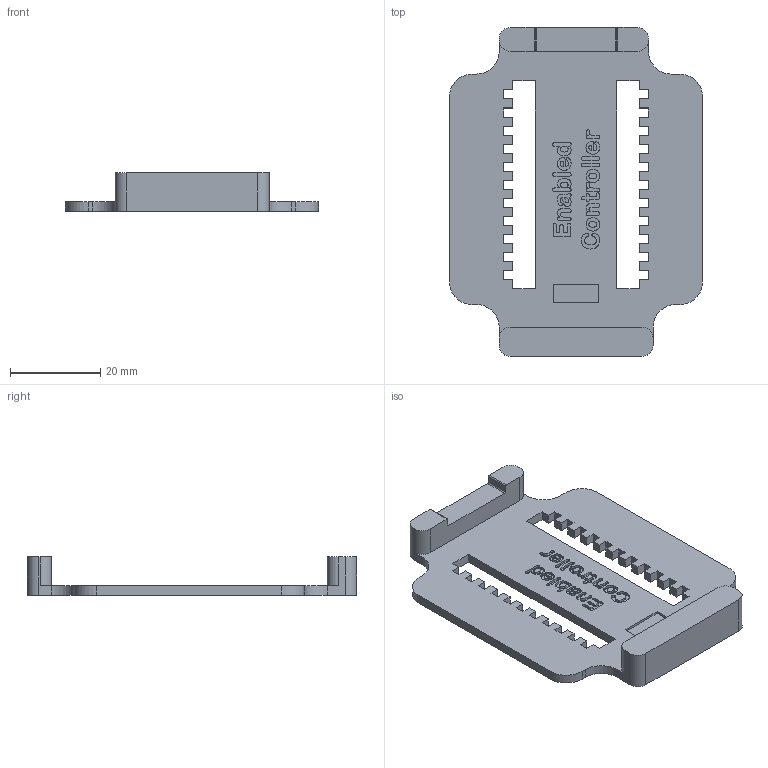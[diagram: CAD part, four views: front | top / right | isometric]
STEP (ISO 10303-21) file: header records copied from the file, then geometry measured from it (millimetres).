
FILE_DESCRIPTION(/* description */ (''),/* implementation_level */ '2;1');
FILE_NAME(/* name */ 'Enabled_Controller_Battery_Holder.step',/* time_stamp */ '2021-09-11T21:11:44-07:00',/* author */ (''),/* organization */ (''),/* preprocessor_version */ 'ST-DEVELOPER v18.1',/* originating_system */ 'Autodesk Translation Framework v10.10.0.1391',/* authorisation */ '');
FILE_SCHEMA (('AUTOMOTIVE_DESIGN { 1 0 10303 214 3 1 1 }'));
Length unit declared in the file: millimetre
Products named in the file (2): Enabled_Controller_Battery_Holder; Plastic Case
Assembly tree (1 placements, depth 2):
  Enabled_Controller_Battery_Holder
    Plastic Case
Bounding box: 56 x 72.81 x 8.5 mm (x, y, z)
Volume: 8475.9 mm3; surface area: 8273.4 mm2
Topology: 1 solids, 1 shells, 623 faces, 1782 edges, 1188 vertices
Faces by surface type: bspline 401, plane 201, cylinder 21
Full cylindrical faces by diameter (mm): 8 x1
Entity records: 24016 total; most frequent: CARTESIAN_POINT 10413, ORIENTED_EDGE 3564, EDGE_CURVE 1782, DIRECTION 1472, VERTEX_POINT 1188, LINE 938, VECTOR 938, B_SPLINE_CURVE_WITH_KNOTS 802
